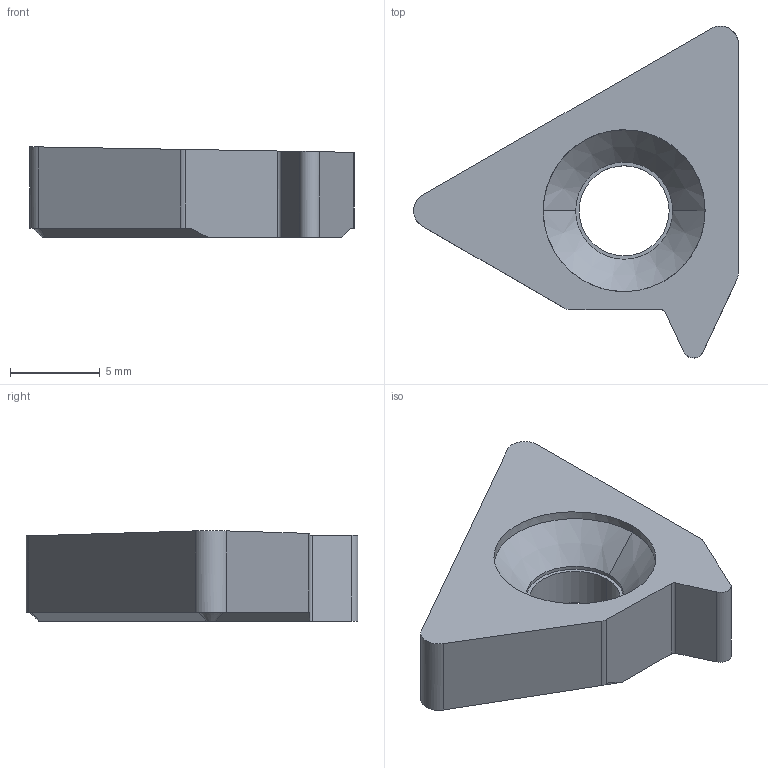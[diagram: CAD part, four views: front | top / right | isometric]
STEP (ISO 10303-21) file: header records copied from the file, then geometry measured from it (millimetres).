
FILE_DESCRIPTION(/* description */ (''),/* implementation_level */ '2;1');
FILE_NAME(/* name */ 'CTE43TP25.stp',/* time_stamp */ '2022-02-03T10:33:06+09:00',/* author */ (''),/* organization */ (''),/* preprocessor_version */ 'ST-DEVELOPER v16',/* originating_system */ 'SIEMENS PLM Software NX 10.0',/* authorisation */ '');
FILE_SCHEMA (('AUTOMOTIVE_DESIGN { 1 0 10303 214 3 1 1 1 }'));
Length unit declared in the file: millimetre
Products named in the file (1): CTE_N_N
Bounding box: 18.05 x 18.45 x 5.03 mm (x, y, z)
Volume: 729.9 mm3; surface area: 675.4 mm2
Topology: 1 solids, 1 shells, 29 faces, 74 edges, 49 vertices
Faces by surface type: plane 13, cylinder 12, cone 4
Entity records: 940 total; most frequent: DIRECTION 166, CARTESIAN_POINT 155, ORIENTED_EDGE 148, EDGE_CURVE 74, AXIS2_PLACEMENT_3D 60, VERTEX_POINT 48, LINE 46, VECTOR 46
